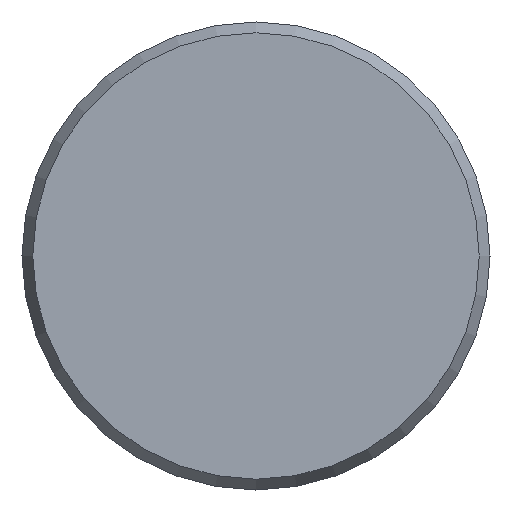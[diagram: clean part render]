
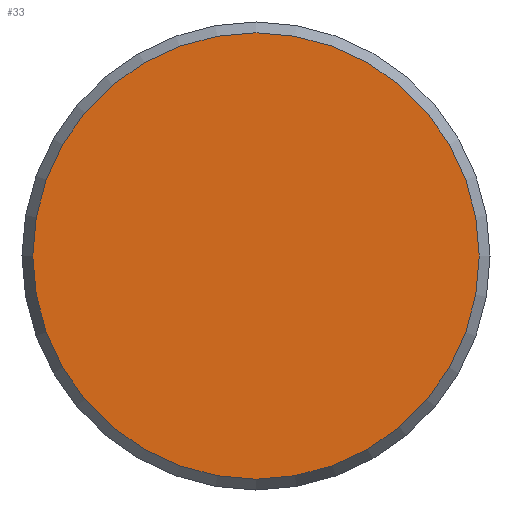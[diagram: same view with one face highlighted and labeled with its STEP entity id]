
A CAD part, left-side view. The second image highlights one B-rep face of the part: STEP entity #33.
In plain terms, the highlighted planar face has unit normal (-1, 0, 0).
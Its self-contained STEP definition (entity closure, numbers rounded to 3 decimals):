
#13 = FACE_OUTER_BOUND ( 'NONE', #288, .T. ) ;
#33 = ADVANCED_FACE ( 'NONE', ( #13 ), #92, .F. ) ;
#70 = DIRECTION ( 'NONE',  ( 0., 0., -1. ) ) ;
#83 = DIRECTION ( 'NONE',  ( -1., 0., 0. ) ) ;
#92 = PLANE ( 'NONE',  #172 ) ;
#93 = CARTESIAN_POINT ( 'NONE',  ( -30., 0., 11.923 ) ) ;
#95 = VERTEX_POINT ( 'NONE', #93 ) ;
#99 = EDGE_CURVE ( 'NONE', #95, #95, #197, .T. ) ;
#129 = CARTESIAN_POINT ( 'NONE',  ( -30., 0., 0. ) ) ;
#135 = CARTESIAN_POINT ( 'NONE',  ( -30., 11.923, 0. ) ) ;
#172 = AXIS2_PLACEMENT_3D ( 'NONE', #135, #221, #70 ) ;
#197 = CIRCLE ( 'NONE', #300, 11.923 ) ;
#211 = DIRECTION ( 'NONE',  ( 0., 0., 1. ) ) ;
#221 = DIRECTION ( 'NONE',  ( 1., 0., 0. ) ) ;
#282 = ORIENTED_EDGE ( 'NONE', *, *, #99, .T. ) ;
#288 = EDGE_LOOP ( 'NONE', ( #282 ) ) ;
#300 = AXIS2_PLACEMENT_3D ( 'NONE', #129, #83, #211 ) ;
